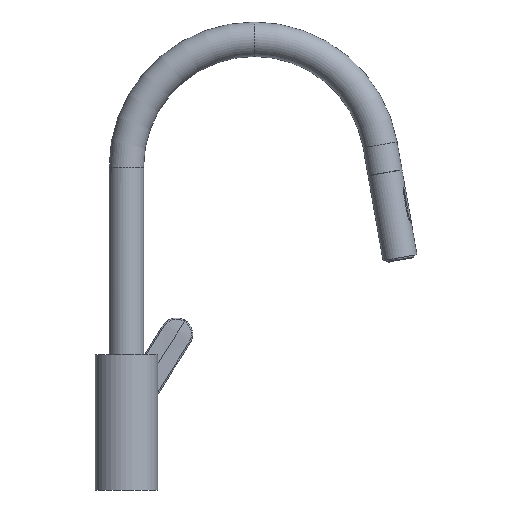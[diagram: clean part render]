
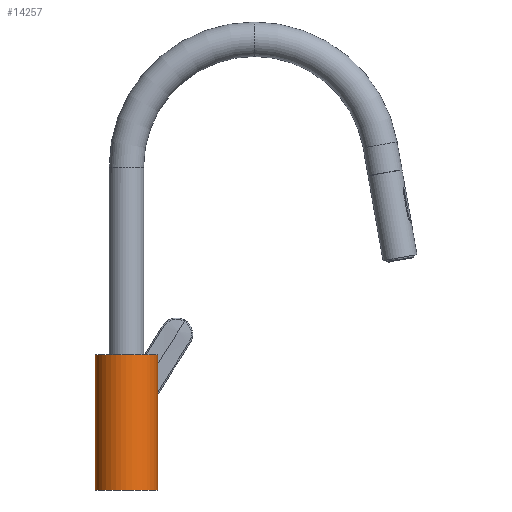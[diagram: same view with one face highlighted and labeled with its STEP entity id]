
A CAD part, front view. The second image highlights one B-rep face of the part: STEP entity #14257.
In plain terms, the highlighted cylindrical face has radius 25.5 mm (diameter 51 mm), a full revolution.
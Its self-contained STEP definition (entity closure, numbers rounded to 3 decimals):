
#501=B_SPLINE_CURVE_WITH_KNOTS('',3,(#23320,#23321,#23322,#23323,#23324,
#23325,#23326,#23327,#23328,#23329,#23330,#23331,#23332,#23333,#23334,#23335,
#23336,#23337,#23338,#23339,#23340,#23341,#23342,#23343,#23344,#23345,#23346,
#23347,#23348,#23349,#23350,#23351,#23352,#23353,#23354,#23355,#23356,#23357,
#23358,#23359,#23360,#23361,#23362,#23363,#23364,#23365,#23366,#23367),
 .UNSPECIFIED.,.T.,.F.,(1,1,1,1,1,1,1,1,1,1,1,1,1,1,1,1,1,1,1,1,1,1,1,1,
1,1,1,1,1,1,1,1,1,1,1,1,1,1,1,1,1,1,1,1,1,1,1,1,1,1,1,1),(-0.008,
-0.005,-0.003,0.,0.005,0.008,
0.01,0.015,0.02,0.026,
0.031,0.033,0.036,0.038,
0.041,0.044,0.046,0.051,
0.056,0.061,0.067,0.072,
0.074,0.077,0.082,0.084,
0.087,0.09,0.092,0.097,
0.102,0.108,0.113,0.115,
0.118,0.12,0.123,0.125,
0.128,0.133,0.138,0.143,
0.148,0.151,0.154,0.156,
0.159,0.161,0.164,0.169,
0.172,0.174),.UNSPECIFIED.);
#2298=CYLINDRICAL_SURFACE('',#15202,25.5);
#2628=ORIENTED_EDGE('',*,*,#7100,.F.);
#2629=ORIENTED_EDGE('',*,*,#7099,.F.);
#2630=ORIENTED_EDGE('',*,*,#7098,.T.);
#7098=EDGE_CURVE('',#9342,#9342,#10739,.T.);
#7099=EDGE_CURVE('',#9343,#9343,#10740,.T.);
#7100=EDGE_CURVE('',#9344,#9344,#501,.T.);
#9342=VERTEX_POINT('',#23315);
#9343=VERTEX_POINT('',#23318);
#9344=VERTEX_POINT('',#23368);
#10739=CIRCLE('',#15199,25.5);
#10740=CIRCLE('',#15201,25.5);
#11877=EDGE_LOOP('',(#2628));
#11878=EDGE_LOOP('',(#2629));
#11879=EDGE_LOOP('',(#2630));
#12909=FACE_BOUND('',#11877,.T.);
#12910=FACE_BOUND('',#11878,.T.);
#12911=FACE_BOUND('',#11879,.T.);
#14257=ADVANCED_FACE('',(#12909,#12910,#12911),#2298,.T.);
#15199=AXIS2_PLACEMENT_3D('',#23314,#17206,#17207);
#15201=AXIS2_PLACEMENT_3D('',#23317,#17210,#17211);
#15202=AXIS2_PLACEMENT_3D('',#23319,#17212,#17213);
#17206=DIRECTION('',(0.,0.,-1.));
#17207=DIRECTION('',(0.,-1.,0.));
#17210=DIRECTION('',(0.,0.,-1.));
#17211=DIRECTION('',(0.,-1.,0.));
#17212=DIRECTION('',(0.,0.,1.));
#17213=DIRECTION('',(0.,1.,0.));
#23314=CARTESIAN_POINT('',(0.,0.,110.));
#23315=CARTESIAN_POINT('',(0.,-25.5,110.));
#23317=CARTESIAN_POINT('',(0.,0.,0.));
#23318=CARTESIAN_POINT('',(0.,-25.5,0.));
#23319=CARTESIAN_POINT('',(0.,0.,0.));
#23320=CARTESIAN_POINT('',(0.574,25.538,37.709));
#23321=CARTESIAN_POINT('',(-2.936,25.435,37.82));
#23322=CARTESIAN_POINT('',(-6.233,24.822,38.478));
#23323=CARTESIAN_POINT('',(-9.339,23.769,39.618));
#23324=CARTESIAN_POINT('',(-12.197,22.487,41.015));
#23325=CARTESIAN_POINT('',(-15.373,20.494,43.214));
#23326=CARTESIAN_POINT('',(-18.415,17.784,46.299));
#23327=CARTESIAN_POINT('',(-20.834,14.851,49.839));
#23328=CARTESIAN_POINT('',(-22.284,12.466,53.062));
#23329=CARTESIAN_POINT('',(-23.125,10.774,55.923));
#23330=CARTESIAN_POINT('',(-23.574,9.734,58.28));
#23331=CARTESIAN_POINT('',(-23.789,9.182,60.838));
#23332=CARTESIAN_POINT('',(-23.715,9.378,63.462));
#23333=CARTESIAN_POINT('',(-23.379,10.204,65.906));
#23334=CARTESIAN_POINT('',(-22.648,11.783,68.924));
#23335=CARTESIAN_POINT('',(-21.314,14.145,72.259));
#23336=CARTESIAN_POINT('',(-19.054,17.095,75.894));
#23337=CARTESIAN_POINT('',(-16.13,19.899,79.118));
#23338=CARTESIAN_POINT('',(-12.511,22.377,81.869));
#23339=CARTESIAN_POINT('',(-8.869,24.005,83.639));
#23340=CARTESIAN_POINT('',(-5.701,24.897,84.602));
#23341=CARTESIAN_POINT('',(-2.321,25.496,85.246));
#23342=CARTESIAN_POINT('',(1.116,25.578,85.334));
#23343=CARTESIAN_POINT('',(4.545,25.135,84.858));
#23344=CARTESIAN_POINT('',(6.981,24.568,84.247));
#23345=CARTESIAN_POINT('',(9.325,23.775,83.388));
#23346=CARTESIAN_POINT('',(12.194,22.49,81.988));
#23347=CARTESIAN_POINT('',(15.382,20.489,79.78));
#23348=CARTESIAN_POINT('',(18.434,17.766,76.68));
#23349=CARTESIAN_POINT('',(20.856,14.82,73.122));
#23350=CARTESIAN_POINT('',(22.306,12.427,69.886));
#23351=CARTESIAN_POINT('',(23.15,10.718,66.973));
#23352=CARTESIAN_POINT('',(23.588,9.699,64.615));
#23353=CARTESIAN_POINT('',(23.792,9.175,62.057));
#23354=CARTESIAN_POINT('',(23.707,9.399,59.438));
#23355=CARTESIAN_POINT('',(23.357,10.253,56.984));
#23356=CARTESIAN_POINT('',(22.625,11.828,54.011));
#23357=CARTESIAN_POINT('',(21.267,14.215,50.65));
#23358=CARTESIAN_POINT('',(19.026,17.125,47.072));
#23359=CARTESIAN_POINT('',(16.075,19.943,43.831));
#23360=CARTESIAN_POINT('',(13.07,21.99,41.561));
#23361=CARTESIAN_POINT('',(10.268,23.381,40.039));
#23362=CARTESIAN_POINT('',(8.039,24.241,39.106));
#23363=CARTESIAN_POINT('',(5.621,24.916,38.378));
#23364=CARTESIAN_POINT('',(3.119,25.351,37.91));
#23365=CARTESIAN_POINT('',(0.574,25.538,37.709));
#23366=CARTESIAN_POINT('',(-2.936,25.435,37.82));
#23367=CARTESIAN_POINT('',(-6.233,24.822,38.478));
#23368=CARTESIAN_POINT('',(-2.041,25.418,37.838));
